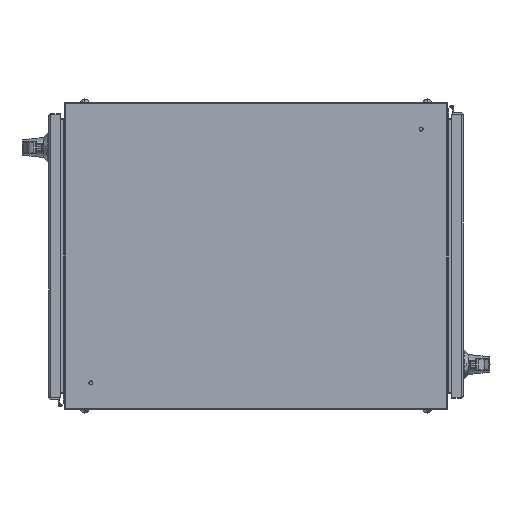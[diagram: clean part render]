
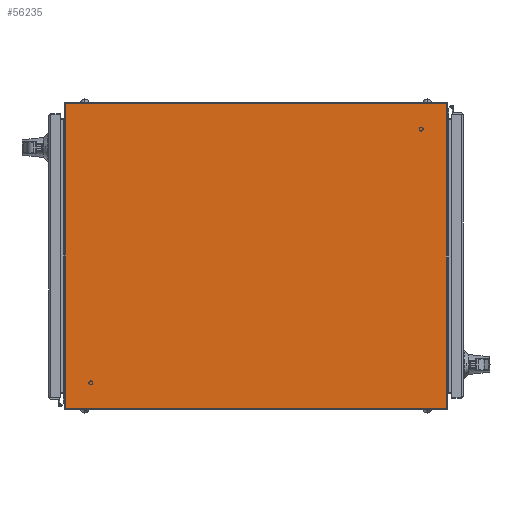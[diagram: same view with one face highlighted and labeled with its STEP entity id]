
A CAD part, front view. The second image highlights one B-rep face of the part: STEP entity #56235.
In plain terms, the highlighted face is planar.
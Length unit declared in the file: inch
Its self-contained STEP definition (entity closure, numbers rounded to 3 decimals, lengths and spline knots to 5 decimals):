
#10908 = VECTOR ( 'NONE', #116833, 39.37008 ) ;
#11270 = VERTEX_POINT ( 'NONE', #157806 ) ;
#15338 = LINE ( 'NONE', #103607, #10908 ) ;
#18246 = DIRECTION ( 'NONE',  ( 1., 0., 0. ) ) ;
#21834 = DIRECTION ( 'NONE',  ( 1., 0., 0. ) ) ;
#26262 = FACE_OUTER_BOUND ( 'NONE', #110954, .T. ) ;
#31872 = CARTESIAN_POINT ( 'NONE',  ( 11.935, -14.887, 0. ) ) ;
#32814 = DIRECTION ( 'NONE',  ( 0., -1., 0. ) ) ;
#40340 = AXIS2_PLACEMENT_3D ( 'NONE', #58998, #88900, #18246 ) ;
#43202 = VERTEX_POINT ( 'NONE', #98074 ) ;
#45016 = ORIENTED_EDGE ( 'NONE', *, *, #127126, .F. ) ;
#50967 = ORIENTED_EDGE ( 'NONE', *, *, #127629, .F. ) ;
#56235 = ADVANCED_FACE ( 'NONE', ( #26262 ), #146311, .F. ) ;
#57719 = DIRECTION ( 'NONE',  ( -1., 0., 0. ) ) ;
#58998 = CARTESIAN_POINT ( 'NONE',  ( 11.935, 15.03, 0. ) ) ;
#59432 = CARTESIAN_POINT ( 'NONE',  ( -11.935, -14.887, 0. ) ) ;
#67671 = CARTESIAN_POINT ( 'NONE',  ( 11.935, 14.887, 0. ) ) ;
#76533 = VECTOR ( 'NONE', #21834, 39.37008 ) ;
#84244 = EDGE_CURVE ( 'NONE', #11270, #43202, #111761, .T. ) ;
#88900 = DIRECTION ( 'NONE',  ( 0., 0., 1. ) ) ;
#98074 = CARTESIAN_POINT ( 'NONE',  ( -11.935, 14.887, 0. ) ) ;
#103607 = CARTESIAN_POINT ( 'NONE',  ( 11.935, 15.03, 0. ) ) ;
#105552 = LINE ( 'NONE', #135637, #76533 ) ;
#110954 = EDGE_LOOP ( 'NONE', ( #138467, #50967, #113635, #45016 ) ) ;
#111761 = LINE ( 'NONE', #67671, #131864 ) ;
#113635 = ORIENTED_EDGE ( 'NONE', *, *, #117766, .F. ) ;
#116833 = DIRECTION ( 'NONE',  ( 0., 1., 0. ) ) ;
#117766 = EDGE_CURVE ( 'NONE', #164267, #143226, #105552, .T. ) ;
#127126 = EDGE_CURVE ( 'NONE', #43202, #164267, #183325, .T. ) ;
#127629 = EDGE_CURVE ( 'NONE', #143226, #11270, #15338, .T. ) ;
#131864 = VECTOR ( 'NONE', #57719, 39.37008 ) ;
#135637 = CARTESIAN_POINT ( 'NONE',  ( 11.935, -14.887, 0. ) ) ;
#138467 = ORIENTED_EDGE ( 'NONE', *, *, #84244, .F. ) ;
#143226 = VERTEX_POINT ( 'NONE', #31872 ) ;
#146311 = PLANE ( 'NONE',  #40340 ) ;
#147120 = CARTESIAN_POINT ( 'NONE',  ( -11.935, 15.03, 0. ) ) ;
#157806 = CARTESIAN_POINT ( 'NONE',  ( 11.935, 14.887, 0. ) ) ;
#158755 = VECTOR ( 'NONE', #32814, 39.37008 ) ;
#164267 = VERTEX_POINT ( 'NONE', #59432 ) ;
#183325 = LINE ( 'NONE', #147120, #158755 ) ;
